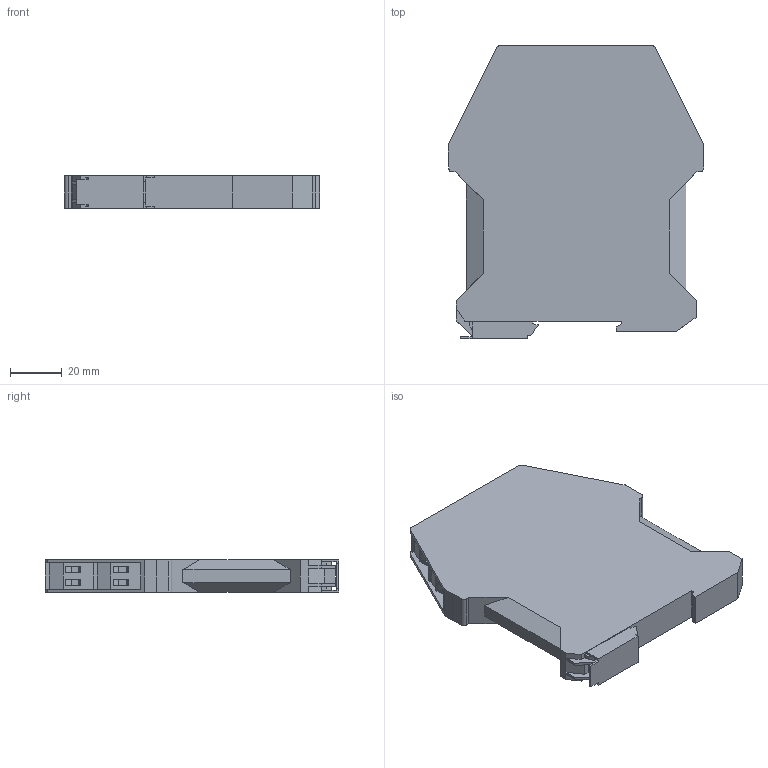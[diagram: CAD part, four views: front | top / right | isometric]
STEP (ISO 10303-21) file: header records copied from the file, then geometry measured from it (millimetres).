
FILE_DESCRIPTION(('SolidDesigner STEP Export'),'2;1');
FILE_NAME('2982090_ELR_W1_6_24DC-select.stp','2014-06-24T13:11:38',(''),(''),'Creo Elements/Direct Modeling STEP processor for AP214 (Solid Model)','Creo Elements/Direct Modeling 18.1 06-May-2012 (C) Parametric Technology GmbH','');
FILE_SCHEMA(('AUTOMOTIVE_DESIGN { 1 0 10303 214 1 1 1 1 }'));
Length unit declared in the file: millimetre
Products named in the file (2): 2982090_ELR_W1_6_24DC-select
Assembly tree (1 placements, depth 2):
  2982090_ELR_W1_6_24DC-select
    2982090_ELR_W1_6_24DC-select
Bounding box: 99.1 x 113.8 x 12.6 mm (x, y, z)
Volume: 113047.9 mm3; surface area: 25808.5 mm2
Topology: 1 solids, 1 shells, 186 faces, 507 edges, 337 vertices
Faces by surface type: plane 164, cylinder 22
Entity records: 7172 total; most frequent: ORIENTED_EDGE 1014, CARTESIAN_POINT 1000, DIRECTION 867, EDGE_CURVE 507, VECTOR 459, LINE 459, VERTEX_POINT 337, AXIS2_PLACEMENT_3D 204
